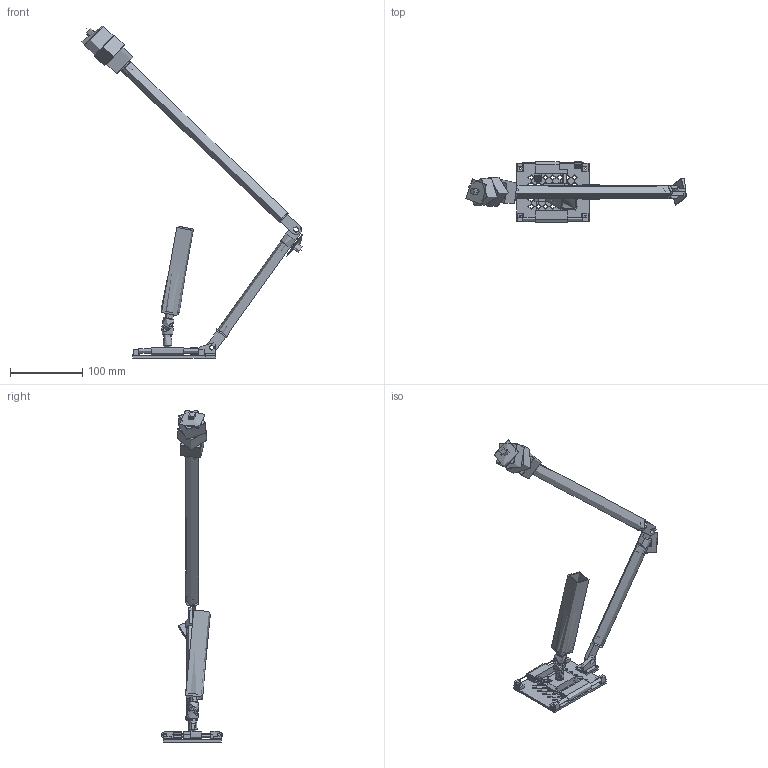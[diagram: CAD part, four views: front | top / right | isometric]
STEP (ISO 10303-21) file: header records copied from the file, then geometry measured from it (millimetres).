
FILE_DESCRIPTION(/* description */ ('Alibre Inc.'),/* implementation_level */ '2;1');
FILE_NAME(/* name */ 'export0',/* time_stamp */ '2011-03-04T00:51:35+02:00',/* author */ (''),/* organization */ (''),/* preprocessor_version */ 'ST-DEVELOPER v10',/* originating_system */ 'Alibre',/* authorisation */ '');
FILE_SCHEMA (('CONFIG_CONTROL_DESIGN'));
Length unit declared in the file: centimetre
Products named in the file (32): ID_1; ID_2; ID_3; ID_4; ID_5; ID_6; ID_7; 1; 2; 3; SKF | 618/5; ID_8; ID_9; ID_10; ID_11; ID_12; ID_13; ID_14; ID_15; ID_16; ID_17; ID_18; ID_19; ID_20; ID_21; ID_22; ID_23; ID_24; ID_25
Bounding box: 304.72 x 84.15 x 458.1 mm (x, y, z)
Volume: 152282.7 mm3
Topology: 33 solids, 60 shells, 648 faces, 1588 edges, 1071 vertices
Faces by surface type: plane 307, cylinder 200, cone 58, torus 42, bspline 38, revolution 2, sphere 1
Full cylindrical faces by diameter (mm): 2.013 x4, 2.459 x4, 3 x16, 3.5 x16, 4.134 x1, 4.917 x4, 5 x2, 6 x41, 7 x1, 8 x8, 10.106 x5, 11 x2, 11.8 x3, 12 x1, 14.8 x6, 16 x2, 18 x5, 26 x1, 30 x1, 40 x5
Entity records: 32990 total; most frequent: CARTESIAN_POINT 20195, DIRECTION 1917, ORIENTED_EDGE 1652, AXIS2_PLACEMENT_3D 893, EDGE_CURVE 826, EDGE_LOOP 760, FACE_BOUND 760, VERTEX_POINT 632
